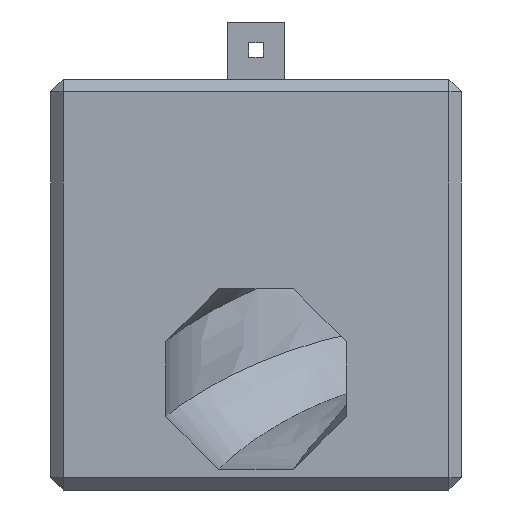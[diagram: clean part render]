
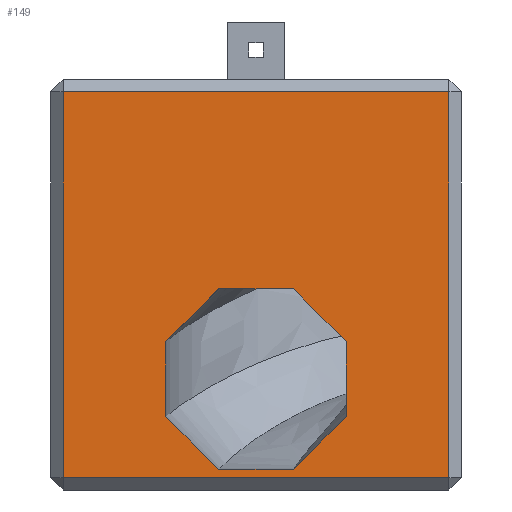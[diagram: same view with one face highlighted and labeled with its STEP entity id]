
A CAD part, left-side view. The second image highlights one B-rep face of the part: STEP entity #149.
In plain terms, the highlighted planar face has unit normal (-1, 0, 0).
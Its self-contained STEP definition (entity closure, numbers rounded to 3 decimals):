
#15 = EDGE_CURVE ( 'NONE', #1333, #1712, #317, .T. ) ;
#32 = VECTOR ( 'NONE', #62, 1000. ) ;
#62 = DIRECTION ( 'NONE',  ( 0., 0., 1. ) ) ;
#69 = DIRECTION ( 'NONE',  ( 0., 0.707, 0.707 ) ) ;
#72 = LINE ( 'NONE', #213, #32 ) ;
#74 = CARTESIAN_POINT ( 'NONE',  ( 0., 20.444, 24.5 ) ) ;
#102 = DIRECTION ( 'NONE',  ( 0., -0.707, 0.707 ) ) ;
#108 = EDGE_CURVE ( 'NONE', #1667, #1366, #470, .T. ) ;
#149 = ADVANCED_FACE ( 'NONE', ( #658, #514 ), #1089, .F. ) ;
#162 = VERTEX_POINT ( 'NONE', #816 ) ;
#194 = VERTEX_POINT ( 'NONE', #1822 ) ;
#199 = VECTOR ( 'NONE', #1650, 1000. ) ;
#205 = DIRECTION ( 'NONE',  ( 0., -0.707, -0.707 ) ) ;
#210 = LINE ( 'NONE', #1360, #436 ) ;
#213 = CARTESIAN_POINT ( 'NONE',  ( 0., 1.5, 50. ) ) ;
#214 = DIRECTION ( 'NONE',  ( 0., 0.707, -0.707 ) ) ;
#245 = ORIENTED_EDGE ( 'NONE', *, *, #460, .T. ) ;
#283 = CARTESIAN_POINT ( 'NONE',  ( 0., 48.5, 1.5 ) ) ;
#317 = LINE ( 'NONE', #892, #1486 ) ;
#380 = EDGE_CURVE ( 'NONE', #194, #582, #631, .T. ) ;
#392 = CARTESIAN_POINT ( 'NONE',  ( 0., 36., 18.056 ) ) ;
#436 = VECTOR ( 'NONE', #69, 1000. ) ;
#456 = EDGE_CURVE ( 'NONE', #888, #1667, #72, .T. ) ;
#459 = VECTOR ( 'NONE', #1784, 1000. ) ;
#460 = EDGE_CURVE ( 'NONE', #558, #1333, #1652, .T. ) ;
#470 = LINE ( 'NONE', #482, #1158 ) ;
#471 = CARTESIAN_POINT ( 'NONE',  ( 0., 1.5, 1.5 ) ) ;
#482 = CARTESIAN_POINT ( 'NONE',  ( 0., 0., 48.5 ) ) ;
#492 = LINE ( 'NONE', #932, #199 ) ;
#495 = DIRECTION ( 'NONE',  ( 0., 1., 0. ) ) ;
#499 = ORIENTED_EDGE ( 'NONE', *, *, #725, .T. ) ;
#514 = FACE_BOUND ( 'NONE', #748, .T. ) ;
#526 = VERTEX_POINT ( 'NONE', #283 ) ;
#531 = LINE ( 'NONE', #1107, #737 ) ;
#558 = VERTEX_POINT ( 'NONE', #392 ) ;
#561 = CARTESIAN_POINT ( 'NONE',  ( 0., 20.444, 2.5 ) ) ;
#569 = CARTESIAN_POINT ( 'NONE',  ( 0., 14., 8.944 ) ) ;
#580 = DIRECTION ( 'NONE',  ( 0., -1., 0. ) ) ;
#582 = VERTEX_POINT ( 'NONE', #569 ) ;
#584 = CARTESIAN_POINT ( 'NONE',  ( 0., 29.556, 24.5 ) ) ;
#631 = LINE ( 'NONE', #1201, #459 ) ;
#658 = FACE_OUTER_BOUND ( 'NONE', #768, .T. ) ;
#697 = ORIENTED_EDGE ( 'NONE', *, *, #1599, .T. ) ;
#702 = ORIENTED_EDGE ( 'NONE', *, *, #456, .T. ) ;
#718 = EDGE_CURVE ( 'NONE', #162, #558, #492, .T. ) ;
#725 = EDGE_CURVE ( 'NONE', #906, #162, #210, .T. ) ;
#733 = ORIENTED_EDGE ( 'NONE', *, *, #108, .T. ) ;
#737 = VECTOR ( 'NONE', #1682, 1000. ) ;
#748 = EDGE_LOOP ( 'NONE', ( #1344, #969, #1071, #1190, #499, #1604, #245, #880 ) ) ;
#768 = EDGE_LOOP ( 'NONE', ( #733, #697, #1399, #702 ) ) ;
#774 = EDGE_CURVE ( 'NONE', #582, #1020, #914, .T. ) ;
#816 = CARTESIAN_POINT ( 'NONE',  ( 0., 36., 8.944 ) ) ;
#852 = EDGE_CURVE ( 'NONE', #1712, #194, #1493, .T. ) ;
#880 = ORIENTED_EDGE ( 'NONE', *, *, #15, .T. ) ;
#888 = VERTEX_POINT ( 'NONE', #471 ) ;
#892 = CARTESIAN_POINT ( 'NONE',  ( 0., 29.556, 24.5 ) ) ;
#906 = VERTEX_POINT ( 'NONE', #1504 ) ;
#914 = LINE ( 'NONE', #1611, #1127 ) ;
#932 = CARTESIAN_POINT ( 'NONE',  ( 0., 36., 8.944 ) ) ;
#944 = VECTOR ( 'NONE', #1585, 1000. ) ;
#969 = ORIENTED_EDGE ( 'NONE', *, *, #380, .T. ) ;
#982 = CARTESIAN_POINT ( 'NONE',  ( 0., 1.5, 48.5 ) ) ;
#993 = LINE ( 'NONE', #561, #944 ) ;
#1020 = VERTEX_POINT ( 'NONE', #1219 ) ;
#1071 = ORIENTED_EDGE ( 'NONE', *, *, #774, .T. ) ;
#1089 = PLANE ( 'NONE',  #1406 ) ;
#1107 = CARTESIAN_POINT ( 'NONE',  ( 0., 48.5, 50. ) ) ;
#1127 = VECTOR ( 'NONE', #214, 1000. ) ;
#1158 = VECTOR ( 'NONE', #495, 1000. ) ;
#1190 = ORIENTED_EDGE ( 'NONE', *, *, #1252, .T. ) ;
#1201 = CARTESIAN_POINT ( 'NONE',  ( 0., 14., 18.056 ) ) ;
#1219 = CARTESIAN_POINT ( 'NONE',  ( 0., 20.444, 2.5 ) ) ;
#1221 = DIRECTION ( 'NONE',  ( 1., 0., 0. ) ) ;
#1252 = EDGE_CURVE ( 'NONE', #1020, #906, #993, .T. ) ;
#1333 = VERTEX_POINT ( 'NONE', #584 ) ;
#1344 = ORIENTED_EDGE ( 'NONE', *, *, #852, .T. ) ;
#1347 = CARTESIAN_POINT ( 'NONE',  ( 0., 0., 1.5 ) ) ;
#1360 = CARTESIAN_POINT ( 'NONE',  ( 0., 29.556, 2.5 ) ) ;
#1366 = VERTEX_POINT ( 'NONE', #1464 ) ;
#1399 = ORIENTED_EDGE ( 'NONE', *, *, #1602, .T. ) ;
#1406 = AXIS2_PLACEMENT_3D ( 'NONE', #1644, #1221, #1503 ) ;
#1464 = CARTESIAN_POINT ( 'NONE',  ( 0., 48.5, 48.5 ) ) ;
#1473 = CARTESIAN_POINT ( 'NONE',  ( 0., 20.444, 24.5 ) ) ;
#1486 = VECTOR ( 'NONE', #580, 1000. ) ;
#1493 = LINE ( 'NONE', #74, #1699 ) ;
#1503 = DIRECTION ( 'NONE',  ( 0., 0., -1. ) ) ;
#1504 = CARTESIAN_POINT ( 'NONE',  ( 0., 29.556, 2.5 ) ) ;
#1527 = VECTOR ( 'NONE', #1850, 1000. ) ;
#1540 = LINE ( 'NONE', #1347, #1527 ) ;
#1585 = DIRECTION ( 'NONE',  ( 0., 1., 0. ) ) ;
#1599 = EDGE_CURVE ( 'NONE', #1366, #526, #531, .T. ) ;
#1602 = EDGE_CURVE ( 'NONE', #526, #888, #1540, .T. ) ;
#1604 = ORIENTED_EDGE ( 'NONE', *, *, #718, .T. ) ;
#1611 = CARTESIAN_POINT ( 'NONE',  ( 0., 14., 8.944 ) ) ;
#1644 = CARTESIAN_POINT ( 'NONE',  ( 0., 0., 50. ) ) ;
#1650 = DIRECTION ( 'NONE',  ( 0., 0., 1. ) ) ;
#1652 = LINE ( 'NONE', #1674, #1658 ) ;
#1658 = VECTOR ( 'NONE', #102, 1000. ) ;
#1667 = VERTEX_POINT ( 'NONE', #982 ) ;
#1674 = CARTESIAN_POINT ( 'NONE',  ( 0., 36., 18.056 ) ) ;
#1682 = DIRECTION ( 'NONE',  ( 0., 0., -1. ) ) ;
#1699 = VECTOR ( 'NONE', #205, 1000. ) ;
#1712 = VERTEX_POINT ( 'NONE', #1473 ) ;
#1784 = DIRECTION ( 'NONE',  ( 0., 0., -1. ) ) ;
#1822 = CARTESIAN_POINT ( 'NONE',  ( 0., 14., 18.056 ) ) ;
#1850 = DIRECTION ( 'NONE',  ( 0., -1., 0. ) ) ;
